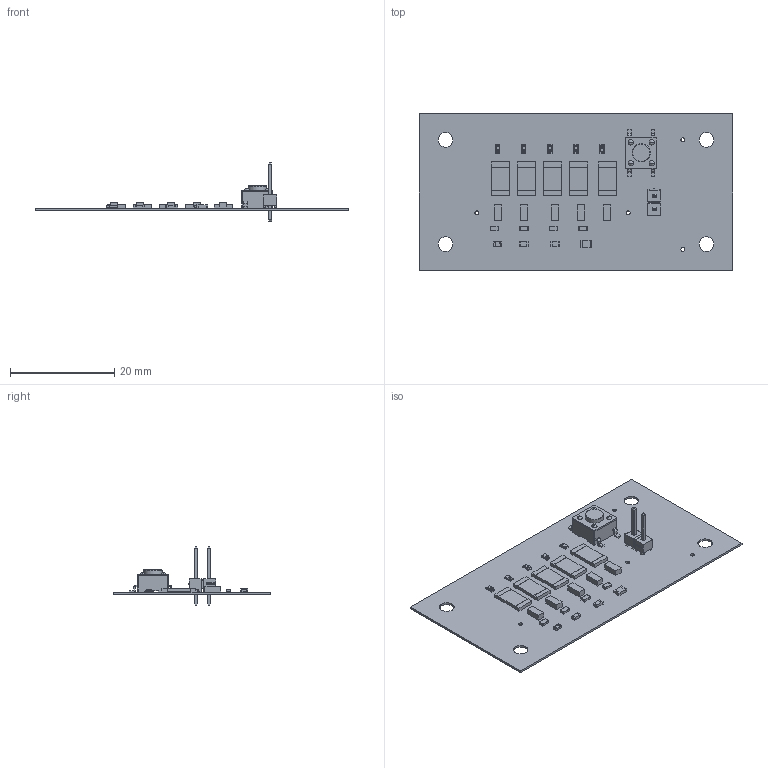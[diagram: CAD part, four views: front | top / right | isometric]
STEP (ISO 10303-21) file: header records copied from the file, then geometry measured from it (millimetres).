
FILE_DESCRIPTION(('Open CASCADE Model'),'2;1');
FILE_NAME('Open CASCADE Shape Model','2024-09-26T14:43:37',('Author'),( 'Open CASCADE'),'Open CASCADE STEP processor 7.5','Open CASCADE 7.5' ,'Unknown');
FILE_SCHEMA(('AUTOMOTIVE_DESIGN { 1 0 10303 214 1 1 1 1 }'));
Length unit declared in the file: millimetre
Products named in the file (86): PCB; Board; Open CASCADE STEP translator 7.5 1.1.1; J1; Conn_SAMTEC_TSW-102-07-L-S_eec; TSW-102-07-L-S_body; T-1S6-07-TSW-1-07-2-S; Samtec; U5; 6741190384; Extruded; R9; 7632298448; R2; R1; R5; R6; SW1; Switch_C&K_PTS645SH50SMTR92LFS_eec; D1; Diode_Lite-On_LTST-C193KGKT-5A_eec; 1; 2; 3; 4; 5; 6; Lite-On Logo Adjustable; D2; D3; D4; D5; Diode_Lite-On_LTST-C193KRKT-5A_eec; pcb; top; lead; lead -notch; mark; mark2; mark3 ...
Assembly tree (103 placements, depth 5):
  PCB
    Board
      Open CASCADE STEP translator 7.5 1.1.1
    J1
      Conn_SAMTEC_TSW-102-07-L-S_eec
        TSW-102-07-L-S_body
        T-1S6-07-TSW-1-07-2-S
        Samtec
    U5
      6741190384
        Extruded
    R9
      7632298448
    R2
      7632298448
    R1
      7632298448
    R5
      7632298448
    R6
      7632298448
    SW1
      Switch_C&K_PTS645SH50SMTR92LFS_eec
      Switch_C&K_PTS645SH50SMTR92LFS_eec
      Switch_C&K_PTS645SH50SMTR92LFS_eec
      Switch_C&K_PTS645SH50SMTR92LFS_eec
      Switch_C&K_PTS645SH50SMTR92LFS_eec
      Switch_C&K_PTS645SH50SMTR92LFS_eec
      Switch_C&K_PTS645SH50SMTR92LFS_eec
      Switch_C&K_PTS645SH50SMTR92LFS_eec
      Switch_C&K_PTS645SH50SMTR92LFS_eec
      Switch_C&K_PTS645SH50SMTR92LFS_eec
      Switch_C&K_PTS645SH50SMTR92LFS_eec
    D1
      Diode_Lite-On_LTST-C193KGKT-5A_eec
        1
        2
        3
        4
        5
        6
        Lite-On Logo Adjustable
    D2
      Diode_Lite-On_LTST-C193KGKT-5A_eec
        1
        2
        3
        4
        5
        6
        Lite-On Logo Adjustable
    D3
      Diode_Lite-On_LTST-C193KGKT-5A_eec
        1
        2
        3
        4
        5
        6
        Lite-On Logo Adjustable
Bounding box: 60 x 30 x 11.25 mm (x, y, z)
Volume: 996.9 mm3; surface area: 4608.5 mm2
Topology: 147 solids, 147 shells, 2143 faces, 4979 edges, 3135 vertices
Faces by surface type: plane 1340, cylinder 445, bspline 168, sphere 116, torus 74
Full cylindrical faces by diameter (mm): 0.762 x4, 1.02 x2, 2.8 x4, 3.5 x1
Entity records: 44494 total; most frequent: CARTESIAN_POINT 9699, DIRECTION 6555, ORIENTED_EDGE 6314, EDGE_CURVE 3157, AXIS2_PLACEMENT_3D 2237, LINE 2081, VECTOR 2081, VERTEX_POINT 1935
